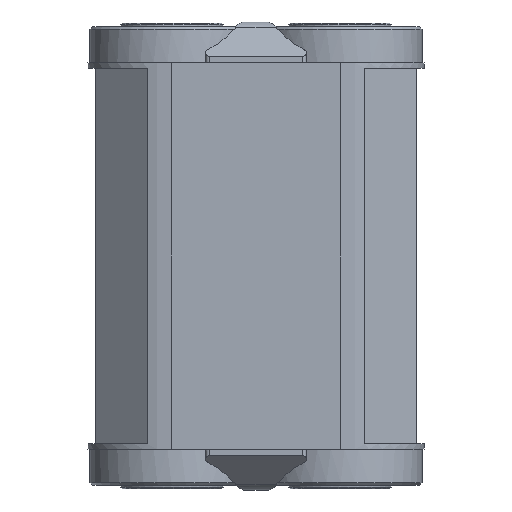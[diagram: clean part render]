
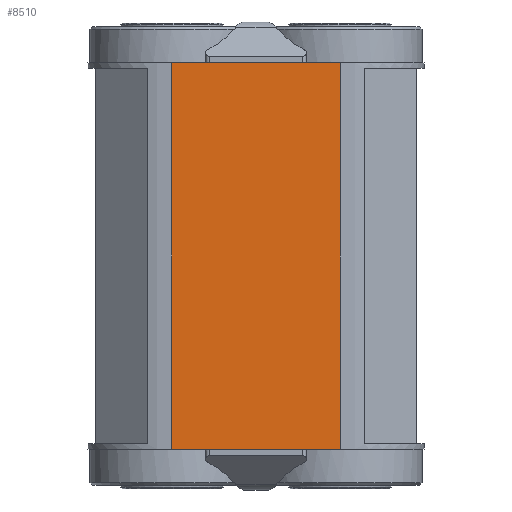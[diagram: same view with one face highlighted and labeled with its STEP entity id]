
A CAD part, front view. The second image highlights one B-rep face of the part: STEP entity #8510.
In plain terms, the highlighted planar face has unit normal (0, -1, 0).
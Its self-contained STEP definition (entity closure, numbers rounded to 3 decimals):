
#360 = DIRECTION ( 'NONE',  ( 0., 0., 1. ) ) ;
#1860 = LINE ( 'NONE', #2219, #13663 ) ;
#1892 = CARTESIAN_POINT ( 'NONE',  ( 49.25, -49.25, 226. ) ) ;
#2219 = CARTESIAN_POINT ( 'NONE',  ( 0., -49.25, 226. ) ) ;
#3187 = VERTEX_POINT ( 'NONE', #7368 ) ;
#3704 = PLANE ( 'NONE',  #20071 ) ;
#4174 = VECTOR ( 'NONE', #21973, 1000. ) ;
#4332 = VECTOR ( 'NONE', #5379, 1000. ) ;
#5379 = DIRECTION ( 'NONE',  ( 1., 0., 0. ) ) ;
#5668 = VECTOR ( 'NONE', #360, 1000. ) ;
#6508 = CARTESIAN_POINT ( 'NONE',  ( 49.25, -49.25, 0. ) ) ;
#7098 = CARTESIAN_POINT ( 'NONE',  ( 0., -49.25, 214. ) ) ;
#7117 = ORIENTED_EDGE ( 'NONE', *, *, #20364, .F. ) ;
#7368 = CARTESIAN_POINT ( 'NONE',  ( -49.25, -49.25, 0. ) ) ;
#7587 = FACE_OUTER_BOUND ( 'NONE', #10495, .T. ) ;
#8284 = CARTESIAN_POINT ( 'NONE',  ( -49.25, -49.25, 226. ) ) ;
#8510 = ADVANCED_FACE ( 'NONE', ( #7587 ), #3704, .F. ) ;
#9142 = LINE ( 'NONE', #14604, #4332 ) ;
#9203 = ORIENTED_EDGE ( 'NONE', *, *, #14710, .T. ) ;
#10495 = EDGE_LOOP ( 'NONE', ( #7117, #9203, #23889, #22793 ) ) ;
#11076 = DIRECTION ( 'NONE',  ( -1., 0., 0. ) ) ;
#11234 = DIRECTION ( 'NONE',  ( 0., 0., -1. ) ) ;
#11397 = LINE ( 'NONE', #11643, #5668 ) ;
#11643 = CARTESIAN_POINT ( 'NONE',  ( 49.25, -49.25, 214. ) ) ;
#13663 = VECTOR ( 'NONE', #11076, 1000. ) ;
#14604 = CARTESIAN_POINT ( 'NONE',  ( 0., -49.25, 0. ) ) ;
#14710 = EDGE_CURVE ( 'NONE', #3187, #16715, #9142, .T. ) ;
#15011 = VERTEX_POINT ( 'NONE', #8284 ) ;
#15374 = VERTEX_POINT ( 'NONE', #1892 ) ;
#15825 = EDGE_CURVE ( 'NONE', #15374, #15011, #1860, .T. ) ;
#16715 = VERTEX_POINT ( 'NONE', #6508 ) ;
#17986 = CARTESIAN_POINT ( 'NONE',  ( -49.25, -49.25, 214. ) ) ;
#19412 = EDGE_CURVE ( 'NONE', #16715, #15374, #11397, .T. ) ;
#20040 = LINE ( 'NONE', #17986, #4174 ) ;
#20071 = AXIS2_PLACEMENT_3D ( 'NONE', #7098, #20192, #11234 ) ;
#20192 = DIRECTION ( 'NONE',  ( 0., 1., 0. ) ) ;
#20364 = EDGE_CURVE ( 'NONE', #3187, #15011, #20040, .T. ) ;
#21973 = DIRECTION ( 'NONE',  ( 0., 0., 1. ) ) ;
#22793 = ORIENTED_EDGE ( 'NONE', *, *, #15825, .T. ) ;
#23889 = ORIENTED_EDGE ( 'NONE', *, *, #19412, .T. ) ;
